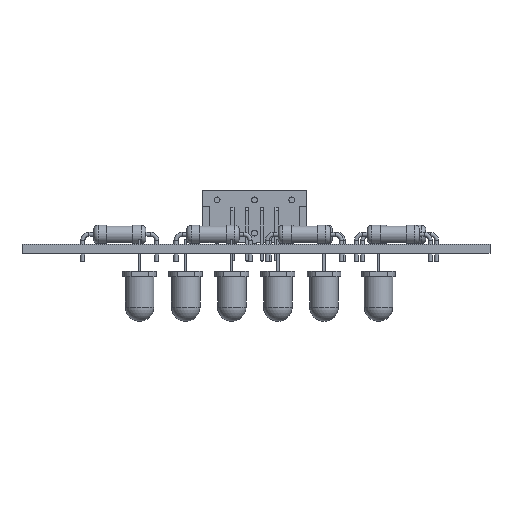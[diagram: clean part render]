
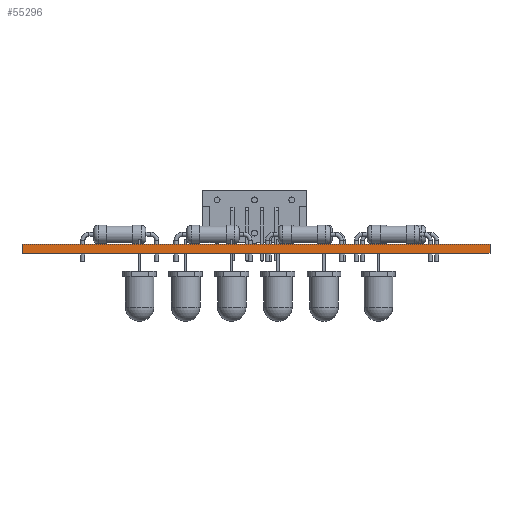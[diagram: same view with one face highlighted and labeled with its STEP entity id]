
A CAD part, left-side view. The second image highlights one B-rep face of the part: STEP entity #55296.
In plain terms, the highlighted planar face has unit normal (-1, 0, 0).
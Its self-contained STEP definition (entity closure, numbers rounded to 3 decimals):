
#16008 = PLANE('',#16009);
#16009 = AXIS2_PLACEMENT_3D('',#16010,#16011,#16012);
#16010 = CARTESIAN_POINT('',(-3.779,0.,1.6));
#16011 = DIRECTION('',(0.,0.,1.));
#16012 = DIRECTION('',(1.,0.,0.));
#16062 = PLANE('',#16063);
#16063 = AXIS2_PLACEMENT_3D('',#16064,#16065,#16066);
#16064 = CARTESIAN_POINT('',(-3.779,0.,0.
    ));
#16065 = DIRECTION('',(0.,0.,1.));
#16066 = DIRECTION('',(1.,0.,0.));
#16095 = PLANE('',#16096);
#16096 = AXIS2_PLACEMENT_3D('',#16097,#16098,#16099);
#16097 = CARTESIAN_POINT('',(-47.766,-40.132,0.));
#16098 = DIRECTION('',(0.,1.,0.));
#16099 = DIRECTION('',(1.,0.,0.));
#16283 = VERTEX_POINT('',#16284);
#16284 = CARTESIAN_POINT('',(-47.766,40.132,0.));
#16298 = PLANE('',#16299);
#16299 = AXIS2_PLACEMENT_3D('',#16300,#16301,#16302);
#16300 = CARTESIAN_POINT('',(24.757,40.132,0.));
#16301 = DIRECTION('',(0.,-1.,0.));
#16302 = DIRECTION('',(-1.,0.,0.));
#16310 = EDGE_CURVE('',#16283,#16311,#16313,.T.);
#16311 = VERTEX_POINT('',#16312);
#16312 = CARTESIAN_POINT('',(-47.766,-40.132,0.));
#16313 = SURFACE_CURVE('',#16314,(#16318,#16325),.PCURVE_S1.);
#16314 = LINE('',#16315,#16316);
#16315 = CARTESIAN_POINT('',(-47.766,40.132,0.));
#16316 = VECTOR('',#16317,1.);
#16317 = DIRECTION('',(0.,-1.,0.));
#16318 = PCURVE('',#16062,#16319);
#16319 = DEFINITIONAL_REPRESENTATION('',(#16320),#16324);
#16320 = LINE('',#16321,#16322);
#16321 = CARTESIAN_POINT('',(-43.987,40.132));
#16322 = VECTOR('',#16323,1.);
#16323 = DIRECTION('',(0.,-1.));
#16324 = ( GEOMETRIC_REPRESENTATION_CONTEXT(2) 
PARAMETRIC_REPRESENTATION_CONTEXT() REPRESENTATION_CONTEXT('2D SPACE',''
  ) );
#16325 = PCURVE('',#16326,#16331);
#16326 = PLANE('',#16327);
#16327 = AXIS2_PLACEMENT_3D('',#16328,#16329,#16330);
#16328 = CARTESIAN_POINT('',(-47.766,40.132,0.));
#16329 = DIRECTION('',(1.,0.,0.));
#16330 = DIRECTION('',(0.,-1.,0.));
#16331 = DEFINITIONAL_REPRESENTATION('',(#16332),#16336);
#16332 = LINE('',#16333,#16334);
#16333 = CARTESIAN_POINT('',(0.,0.));
#16334 = VECTOR('',#16335,1.);
#16335 = DIRECTION('',(1.,0.));
#16336 = ( GEOMETRIC_REPRESENTATION_CONTEXT(2) 
PARAMETRIC_REPRESENTATION_CONTEXT() REPRESENTATION_CONTEXT('2D SPACE',''
  ) );
#37684 = VERTEX_POINT('',#37685);
#37685 = CARTESIAN_POINT('',(-47.766,40.132,1.6));
#37706 = EDGE_CURVE('',#37684,#37707,#37709,.T.);
#37707 = VERTEX_POINT('',#37708);
#37708 = CARTESIAN_POINT('',(-47.766,-40.132,1.6));
#37709 = SURFACE_CURVE('',#37710,(#37714,#37721),.PCURVE_S1.);
#37710 = LINE('',#37711,#37712);
#37711 = CARTESIAN_POINT('',(-47.766,40.132,1.6));
#37712 = VECTOR('',#37713,1.);
#37713 = DIRECTION('',(0.,-1.,0.));
#37714 = PCURVE('',#16008,#37715);
#37715 = DEFINITIONAL_REPRESENTATION('',(#37716),#37720);
#37716 = LINE('',#37717,#37718);
#37717 = CARTESIAN_POINT('',(-43.987,40.132));
#37718 = VECTOR('',#37719,1.);
#37719 = DIRECTION('',(0.,-1.));
#37720 = ( GEOMETRIC_REPRESENTATION_CONTEXT(2) 
PARAMETRIC_REPRESENTATION_CONTEXT() REPRESENTATION_CONTEXT('2D SPACE',''
  ) );
#37721 = PCURVE('',#16326,#37722);
#37722 = DEFINITIONAL_REPRESENTATION('',(#37723),#37727);
#37723 = LINE('',#37724,#37725);
#37724 = CARTESIAN_POINT('',(0.,-1.6));
#37725 = VECTOR('',#37726,1.);
#37726 = DIRECTION('',(1.,0.));
#37727 = ( GEOMETRIC_REPRESENTATION_CONTEXT(2) 
PARAMETRIC_REPRESENTATION_CONTEXT() REPRESENTATION_CONTEXT('2D SPACE',''
  ) );
#55246 = EDGE_CURVE('',#16311,#37707,#55247,.T.);
#55247 = SURFACE_CURVE('',#55248,(#55252,#55259),.PCURVE_S1.);
#55248 = LINE('',#55249,#55250);
#55249 = CARTESIAN_POINT('',(-47.766,-40.132,0.));
#55250 = VECTOR('',#55251,1.);
#55251 = DIRECTION('',(0.,0.,1.));
#55252 = PCURVE('',#16095,#55253);
#55253 = DEFINITIONAL_REPRESENTATION('',(#55254),#55258);
#55254 = LINE('',#55255,#55256);
#55255 = CARTESIAN_POINT('',(0.,0.));
#55256 = VECTOR('',#55257,1.);
#55257 = DIRECTION('',(0.,-1.));
#55258 = ( GEOMETRIC_REPRESENTATION_CONTEXT(2) 
PARAMETRIC_REPRESENTATION_CONTEXT() REPRESENTATION_CONTEXT('2D SPACE',''
  ) );
#55259 = PCURVE('',#16326,#55260);
#55260 = DEFINITIONAL_REPRESENTATION('',(#55261),#55265);
#55261 = LINE('',#55262,#55263);
#55262 = CARTESIAN_POINT('',(80.263,0.));
#55263 = VECTOR('',#55264,1.);
#55264 = DIRECTION('',(0.,-1.));
#55265 = ( GEOMETRIC_REPRESENTATION_CONTEXT(2) 
PARAMETRIC_REPRESENTATION_CONTEXT() REPRESENTATION_CONTEXT('2D SPACE',''
  ) );
#55296 = ADVANCED_FACE('',(#55297),#16326,.F.);
#55297 = FACE_BOUND('',#55298,.F.);
#55298 = EDGE_LOOP('',(#55299,#55320,#55321,#55322));
#55299 = ORIENTED_EDGE('',*,*,#55300,.T.);
#55300 = EDGE_CURVE('',#16283,#37684,#55301,.T.);
#55301 = SURFACE_CURVE('',#55302,(#55306,#55313),.PCURVE_S1.);
#55302 = LINE('',#55303,#55304);
#55303 = CARTESIAN_POINT('',(-47.766,40.132,0.));
#55304 = VECTOR('',#55305,1.);
#55305 = DIRECTION('',(0.,0.,1.));
#55306 = PCURVE('',#16326,#55307);
#55307 = DEFINITIONAL_REPRESENTATION('',(#55308),#55312);
#55308 = LINE('',#55309,#55310);
#55309 = CARTESIAN_POINT('',(0.,0.));
#55310 = VECTOR('',#55311,1.);
#55311 = DIRECTION('',(0.,-1.));
#55312 = ( GEOMETRIC_REPRESENTATION_CONTEXT(2) 
PARAMETRIC_REPRESENTATION_CONTEXT() REPRESENTATION_CONTEXT('2D SPACE',''
  ) );
#55313 = PCURVE('',#16298,#55314);
#55314 = DEFINITIONAL_REPRESENTATION('',(#55315),#55319);
#55315 = LINE('',#55316,#55317);
#55316 = CARTESIAN_POINT('',(72.524,0.));
#55317 = VECTOR('',#55318,1.);
#55318 = DIRECTION('',(0.,-1.));
#55319 = ( GEOMETRIC_REPRESENTATION_CONTEXT(2) 
PARAMETRIC_REPRESENTATION_CONTEXT() REPRESENTATION_CONTEXT('2D SPACE',''
  ) );
#55320 = ORIENTED_EDGE('',*,*,#37706,.T.);
#55321 = ORIENTED_EDGE('',*,*,#55246,.F.);
#55322 = ORIENTED_EDGE('',*,*,#16310,.F.);
